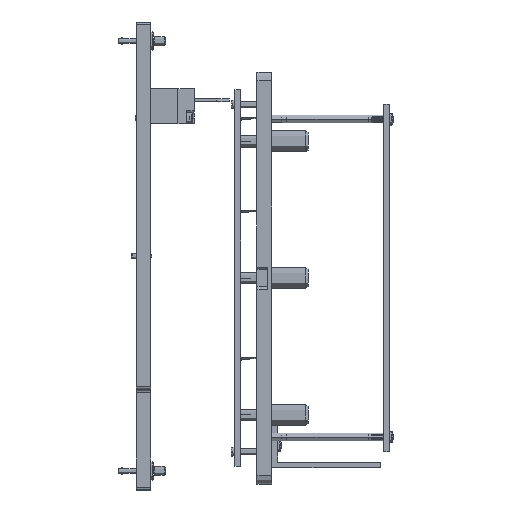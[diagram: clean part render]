
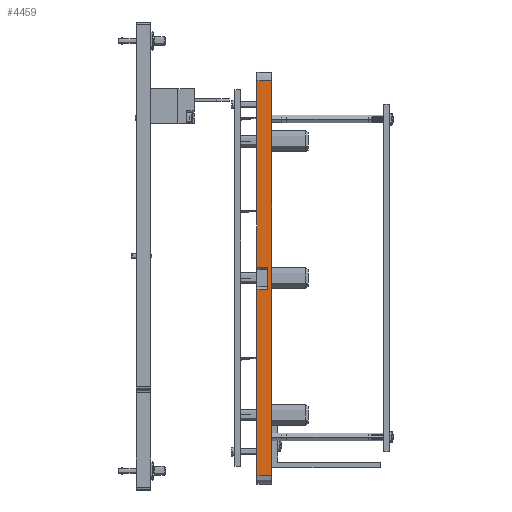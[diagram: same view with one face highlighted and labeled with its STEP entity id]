
A CAD part, left-side view. The second image highlights one B-rep face of the part: STEP entity #4459.
In plain terms, the highlighted planar face has unit normal (-1, 0, 0).
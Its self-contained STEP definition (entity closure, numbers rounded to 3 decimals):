
#1 = CARTESIAN_POINT ( 'NONE',  ( 0., 274., 10. ) ) ;
#456 = EDGE_CURVE ( 'NONE', #5568, #20187, #784, .T. ) ;
#784 = LINE ( 'NONE', #20342, #11398 ) ;
#846 = VECTOR ( 'NONE', #4426, 1000. ) ;
#1289 = ORIENTED_EDGE ( 'NONE', *, *, #456, .F. ) ;
#1397 = FACE_OUTER_BOUND ( 'NONE', #27916, .T. ) ;
#1549 = VECTOR ( 'NONE', #8795, 1000. ) ;
#2056 = PLANE ( 'NONE',  #24323 ) ;
#2375 = LINE ( 'NONE', #23746, #846 ) ;
#4164 = VECTOR ( 'NONE', #10123, 1000. ) ;
#4344 = CARTESIAN_POINT ( 'NONE',  ( 0., 147.5, 10. ) ) ;
#4426 = DIRECTION ( 'NONE',  ( 0., 0., -1. ) ) ;
#4459 = ADVANCED_FACE ( 'NONE', ( #1397 ), #2056, .F. ) ;
#4923 = VERTEX_POINT ( 'NONE', #30235 ) ;
#5568 = VERTEX_POINT ( 'NONE', #1 ) ;
#5815 = DIRECTION ( 'NONE',  ( 0., -1., 0. ) ) ;
#6541 = ORIENTED_EDGE ( 'NONE', *, *, #21771, .F. ) ;
#6631 = CARTESIAN_POINT ( 'NONE',  ( 0., 6., 10. ) ) ;
#7045 = DIRECTION ( 'NONE',  ( 0., 0., -1. ) ) ;
#7232 = CARTESIAN_POINT ( 'NONE',  ( 0., 6., 10. ) ) ;
#7500 = EDGE_CURVE ( 'NONE', #12942, #4923, #17663, .T. ) ;
#8037 = EDGE_CURVE ( 'NONE', #25054, #20187, #28242, .T. ) ;
#8097 = CARTESIAN_POINT ( 'NONE',  ( 0., 132.5, 10. ) ) ;
#8103 = VECTOR ( 'NONE', #17770, 1000. ) ;
#8619 = CARTESIAN_POINT ( 'NONE',  ( 0., 6., 0. ) ) ;
#8795 = DIRECTION ( 'NONE',  ( 0., 0., 1. ) ) ;
#9541 = LINE ( 'NONE', #28435, #1549 ) ;
#9820 = EDGE_CURVE ( 'NONE', #17524, #19333, #9541, .T. ) ;
#10097 = EDGE_CURVE ( 'NONE', #25054, #17524, #10272, .T. ) ;
#10123 = DIRECTION ( 'NONE',  ( 0., -1., 0. ) ) ;
#10272 = LINE ( 'NONE', #22169, #20135 ) ;
#10622 = LINE ( 'NONE', #6631, #4164 ) ;
#11398 = VECTOR ( 'NONE', #5815, 1000. ) ;
#12942 = VERTEX_POINT ( 'NONE', #28290 ) ;
#16201 = DIRECTION ( 'NONE',  ( 0., 0., 1. ) ) ;
#17524 = VERTEX_POINT ( 'NONE', #24179 ) ;
#17663 = LINE ( 'NONE', #8619, #18761 ) ;
#17770 = DIRECTION ( 'NONE',  ( 0., 0., -1. ) ) ;
#18359 = VERTEX_POINT ( 'NONE', #7232 ) ;
#18382 = LINE ( 'NONE', #24850, #8103 ) ;
#18761 = VECTOR ( 'NONE', #27849, 1000. ) ;
#19118 = CARTESIAN_POINT ( 'NONE',  ( 0., 6., 10. ) ) ;
#19333 = VERTEX_POINT ( 'NONE', #8097 ) ;
#19794 = ORIENTED_EDGE ( 'NONE', *, *, #7500, .T. ) ;
#20135 = VECTOR ( 'NONE', #24595, 1000. ) ;
#20187 = VERTEX_POINT ( 'NONE', #4344 ) ;
#20342 = CARTESIAN_POINT ( 'NONE',  ( 0., 6., 10. ) ) ;
#21544 = ORIENTED_EDGE ( 'NONE', *, *, #10097, .F. ) ;
#21771 = EDGE_CURVE ( 'NONE', #19333, #18359, #10622, .T. ) ;
#22169 = CARTESIAN_POINT ( 'NONE',  ( 0., 132.5, 3. ) ) ;
#23105 = ORIENTED_EDGE ( 'NONE', *, *, #26219, .F. ) ;
#23337 = ORIENTED_EDGE ( 'NONE', *, *, #25217, .T. ) ;
#23684 = DIRECTION ( 'NONE',  ( 1., 0., 0. ) ) ;
#23746 = CARTESIAN_POINT ( 'NONE',  ( 0., 6., 10. ) ) ;
#24179 = CARTESIAN_POINT ( 'NONE',  ( 0., 132.5, 3. ) ) ;
#24323 = AXIS2_PLACEMENT_3D ( 'NONE', #19118, #23684, #7045 ) ;
#24595 = DIRECTION ( 'NONE',  ( 0., -1., 0. ) ) ;
#24850 = CARTESIAN_POINT ( 'NONE',  ( 0., 274., 10. ) ) ;
#25054 = VERTEX_POINT ( 'NONE', #26997 ) ;
#25217 = EDGE_CURVE ( 'NONE', #5568, #12942, #18382, .T. ) ;
#25235 = ORIENTED_EDGE ( 'NONE', *, *, #9820, .F. ) ;
#25713 = CARTESIAN_POINT ( 'NONE',  ( 0., 147.5, 3. ) ) ;
#25858 = ORIENTED_EDGE ( 'NONE', *, *, #8037, .T. ) ;
#26219 = EDGE_CURVE ( 'NONE', #18359, #4923, #2375, .T. ) ;
#26997 = CARTESIAN_POINT ( 'NONE',  ( 0., 147.5, 3. ) ) ;
#27849 = DIRECTION ( 'NONE',  ( 0., -1., 0. ) ) ;
#27916 = EDGE_LOOP ( 'NONE', ( #21544, #25858, #1289, #23337, #19794, #23105, #6541, #25235 ) ) ;
#28242 = LINE ( 'NONE', #25713, #29021 ) ;
#28290 = CARTESIAN_POINT ( 'NONE',  ( 0., 274., 0. ) ) ;
#28435 = CARTESIAN_POINT ( 'NONE',  ( 0., 132.5, 3. ) ) ;
#29021 = VECTOR ( 'NONE', #16201, 1000. ) ;
#30235 = CARTESIAN_POINT ( 'NONE',  ( 0., 6., 0. ) ) ;
